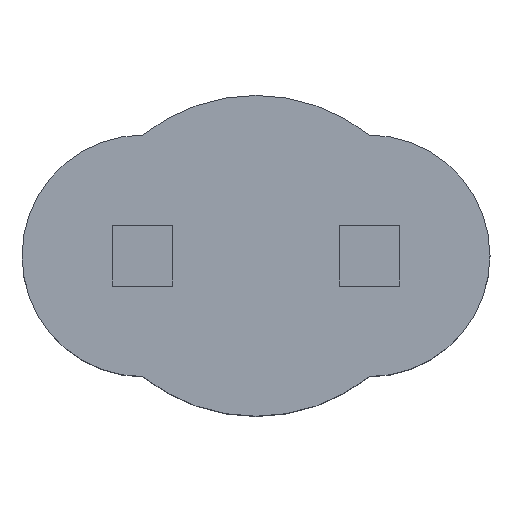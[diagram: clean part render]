
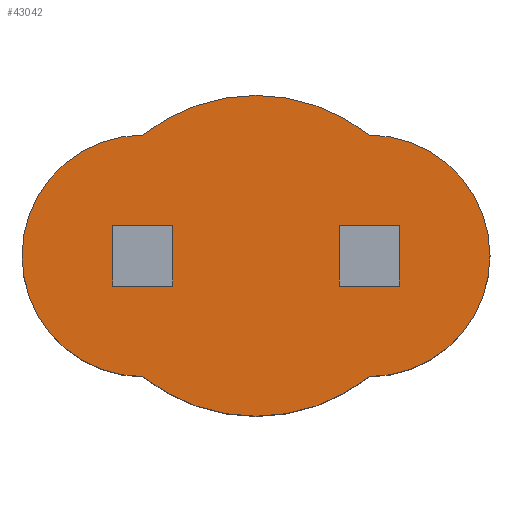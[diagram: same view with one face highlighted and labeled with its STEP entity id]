
A CAD part, front view. The second image highlights one B-rep face of the part: STEP entity #43042.
In plain terms, the highlighted face is planar.
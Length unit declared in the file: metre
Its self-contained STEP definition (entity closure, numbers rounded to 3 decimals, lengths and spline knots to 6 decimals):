
#19 = CIRCLE ( 'NONE', #43674, 1.6 ) ;
#374 = FACE_OUTER_BOUND ( 'NONE', #24088, .T. ) ;
#1323 = DIRECTION ( 'NONE',  ( -1., 0., 0. ) ) ;
#2295 = CARTESIAN_POINT ( 'NONE',  ( 4.6, 0., -0.3 ) ) ;
#2348 = DIRECTION ( 'NONE',  ( 1., 0., 0. ) ) ;
#2393 = VERTEX_POINT ( 'NONE', #2295 ) ;
#3260 = CARTESIAN_POINT ( 'NONE',  ( 0., 0., -0.3 ) ) ;
#5098 = CARTESIAN_POINT ( 'NONE',  ( 3., 0., -0.3 ) ) ;
#6307 = AXIS2_PLACEMENT_3D ( 'NONE', #55988, #28556, #1323 ) ;
#7412 = CARTESIAN_POINT ( 'NONE',  ( 1.5, -0.280357, -0.3 ) ) ;
#7828 = DIRECTION ( 'NONE',  ( 1., 0., 0. ) ) ;
#9188 = DIRECTION ( 'NONE',  ( 0., 0., -1. ) ) ;
#9709 = DIRECTION ( 'NONE',  ( 1., 0., 0. ) ) ;
#10754 = VERTEX_POINT ( 'NONE', #17200 ) ;
#12053 = DIRECTION ( 'NONE',  ( 1., 0., 0. ) ) ;
#13522 = VERTEX_POINT ( 'NONE', #49538 ) ;
#15043 = EDGE_CURVE ( 'NONE', #28545, #39420, #40053, .T. ) ;
#17200 = CARTESIAN_POINT ( 'NONE',  ( 3., 1.6, -0.3 ) ) ;
#18347 = CARTESIAN_POINT ( 'NONE',  ( 3., -1.6, -0.3 ) ) ;
#19855 = ORIENTED_EDGE ( 'NONE', *, *, #27922, .T. ) ;
#19986 = EDGE_CURVE ( 'NONE', #10754, #2393, #28520, .T. ) ;
#21785 = ORIENTED_EDGE ( 'NONE', *, *, #33451, .T. ) ;
#24088 = EDGE_LOOP ( 'NONE', ( #58149, #41882, #19855, #58116, #21785 ) ) ;
#25243 = EDGE_CURVE ( 'NONE', #39420, #13522, #19, .T. ) ;
#27922 = EDGE_CURVE ( 'NONE', #13522, #10754, #35682, .T. ) ;
#28520 = CIRCLE ( 'NONE', #47116, 1.6 ) ;
#28545 = VERTEX_POINT ( 'NONE', #18347 ) ;
#28556 = DIRECTION ( 'NONE',  ( 0., 0., -1. ) ) ;
#29602 = DIRECTION ( 'NONE',  ( 0., 0., -1. ) ) ;
#33451 = EDGE_CURVE ( 'NONE', #2393, #28545, #45253, .T. ) ;
#35247 = DIRECTION ( 'NONE',  ( 0., 0., -1. ) ) ;
#35682 = CIRCLE ( 'NONE', #57718, 2.405357 ) ;
#36622 = CARTESIAN_POINT ( 'NONE',  ( 1.5, 0.280357, -0.3 ) ) ;
#37122 = DIRECTION ( 'NONE',  ( 0., 0., -1. ) ) ;
#37545 = PLANE ( 'NONE',  #6307 ) ;
#39420 = VERTEX_POINT ( 'NONE', #42599 ) ;
#39464 = DIRECTION ( 'NONE',  ( 0., 0., -1. ) ) ;
#40053 = CIRCLE ( 'NONE', #44246, 2.405357 ) ;
#41227 = DIRECTION ( 'NONE',  ( 1., 0., 0. ) ) ;
#41882 = ORIENTED_EDGE ( 'NONE', *, *, #25243, .T. ) ;
#42599 = CARTESIAN_POINT ( 'NONE',  ( 0., -1.6, -0.3 ) ) ;
#43042 = ADVANCED_FACE ( 'NONE', ( #374 ), #37545, .T. ) ;
#43674 = AXIS2_PLACEMENT_3D ( 'NONE', #3260, #35247, #7828 ) ;
#44246 = AXIS2_PLACEMENT_3D ( 'NONE', #36622, #9188, #41227 ) ;
#45253 = CIRCLE ( 'NONE', #48507, 1.6 ) ;
#47116 = AXIS2_PLACEMENT_3D ( 'NONE', #5098, #37122, #9709 ) ;
#48507 = AXIS2_PLACEMENT_3D ( 'NONE', #56965, #29602, #2348 ) ;
#49538 = CARTESIAN_POINT ( 'NONE',  ( 0., 1.6, -0.3 ) ) ;
#55988 = CARTESIAN_POINT ( 'NONE',  ( 2.25, -0.140179, -0.3 ) ) ;
#56965 = CARTESIAN_POINT ( 'NONE',  ( 3., 0., -0.3 ) ) ;
#57718 = AXIS2_PLACEMENT_3D ( 'NONE', #7412, #39464, #12053 ) ;
#58116 = ORIENTED_EDGE ( 'NONE', *, *, #19986, .T. ) ;
#58149 = ORIENTED_EDGE ( 'NONE', *, *, #15043, .T. ) ;
